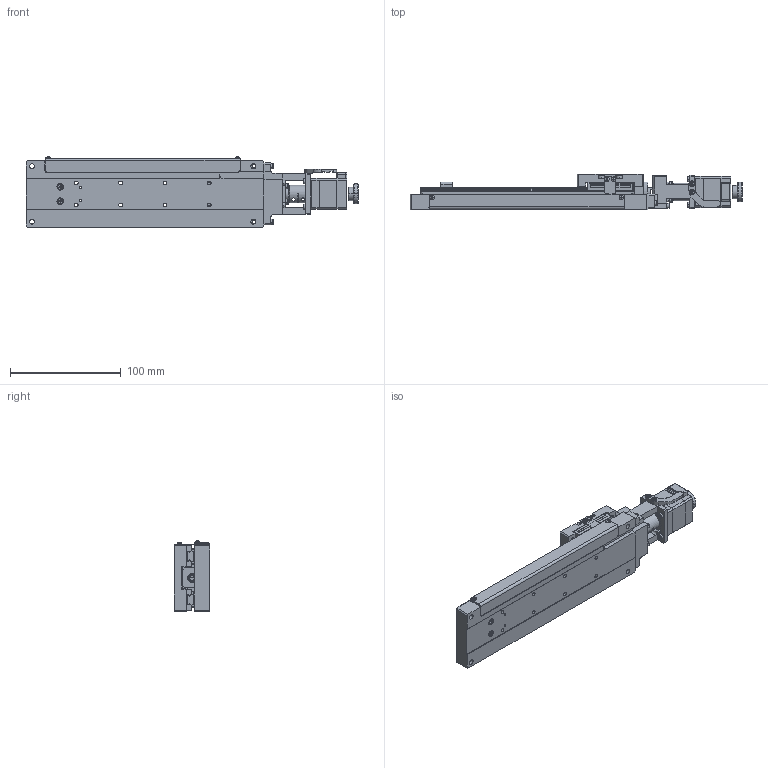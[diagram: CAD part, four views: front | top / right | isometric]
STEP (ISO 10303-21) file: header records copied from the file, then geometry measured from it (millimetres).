
FILE_DESCRIPTION (( 'STEP AP203' ), '1' );
FILE_NAME ('LA150-60.step', '2019-05-06T08:02:37', ( '' ), ( '' ), 'SwSTEP 2.0', 'SolidWorks 2017', '' );
FILE_SCHEMA (( 'CONFIG_CONTROL_DESIGN' ));
Products named in the file (1): LA150-60
Bounding box: 300 x 32 x 63.63 mm (x, y, z)
Surface area: 89075.7 mm2 (no closed solid volume)
Topology: 0 solids, 96 shells, 1138 faces, 4247 edges, 2986 vertices
Faces by surface type: plane 641, cylinder 292, cone 91, torus 87, sphere 26, bspline 1
Entity records: 46011 total; most frequent: CARTESIAN_POINT 10637, DIRECTION 7550, ORIENTED_EDGE 6396, EDGE_CURVE 4121, VERTEX_POINT 2954, AXIS2_PLACEMENT_3D 2520, VECTOR 2510, LINE 2510
